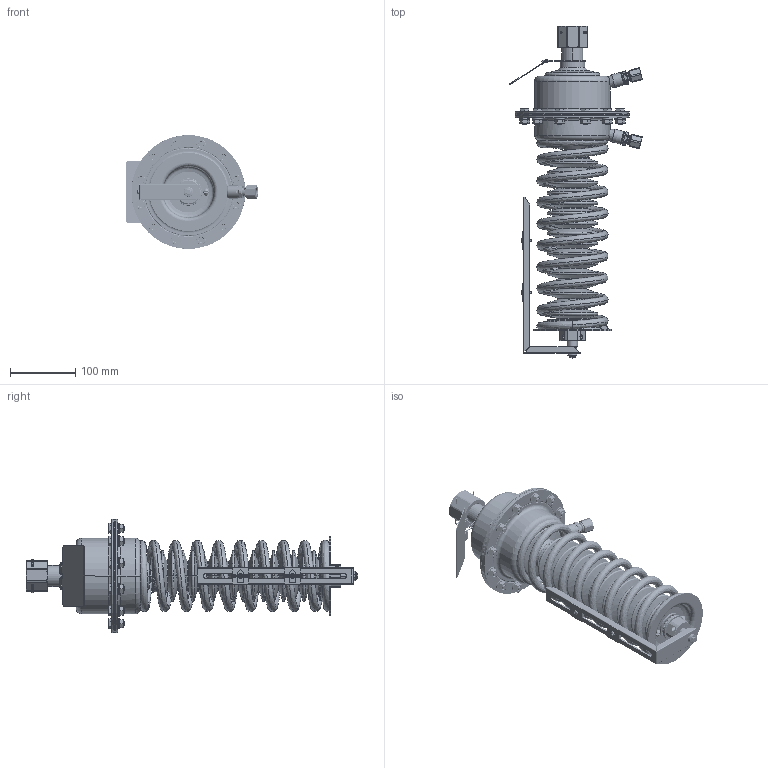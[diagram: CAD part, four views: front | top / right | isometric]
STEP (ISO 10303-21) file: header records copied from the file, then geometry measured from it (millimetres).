
FILE_DESCRIPTION((''),'2;1');
FILE_NAME('ASM0001_ASM','2021-07-19T12:59:02',('U240466'),('Danfoss'),'CREO PARAMETRIC BY PTC INC, 2020342','CREO PARAMETRIC BY PTC INC, 2020342','');
FILE_SCHEMA(('CONFIG_CONTROL_DESIGN'));
Products named in the file (71): 88670010_HOUSING80_PN16_MINUS_A; 88673400_TUBE_FI38X10X62_MINUS_; 88671650_PRESSURE_CONNECTOR_3MM; WELD_PRESS_CON_3MM_1; WELD_80_3MM_INST_AF0_1; WELD_80_3MM_2_INST_AF0_1; 88671410_COVER80_PN16_MINUS_ASM_ASM; 88670600_CONNECTING_NUT_G1_1_4_; 88670210_PLATE80_MINUS_1; 88671310_PLATE80_PLUS_1; 51817270_NUT_M12X1_ISO4035_1; 88671040_SETTING_SPINDLE_PA_1; 51817250_1; 5221571_1; 88673500_GASKET_PA_80CM2_PN16_1; 88673010_MEMBRANE_PA_80CM2_PN16; 5454070_1; 5454051_1; WALTER_CONNECTION_1; WALTER_PROFILE_RING_1; WALTER_CONNECTION_NUT_1; 8863078_ASM_1_ASM; 88670000_HOUSING80_PN16_PLUS_AF; WELD_80_3MM_INST_AF1_1; WELD_80_3MM_2_INST_AF1_1; 88671400_COVER80_PN16_PLUS_ASM__ASM; 88630320_D1_2_DA_00_1; 88630630_TUBE_CONN_D1_2_DA_00_A_ASM; 3220149_1; 88670300_SPRING_HOLDER_PA_1; 5521168_1_1; 5521168_1_2; 5521168_1_3; 5521168_1_4; 5521168_1_5; 5521168_1_6; 5521168_1_7; 5521168_1_8; 5521168_1_9; 5521168_1_10 ...
Assembly tree (114 placements, depth 5):
  ASM0001_ASM
    003G5604_AFP2_PN16_80CM2_ASM_1_ASM
      88671410_COVER80_PN16_MINUS_ASM_ASM
        88670010_HOUSING80_PN16_MINUS_A
        88673400_TUBE_FI38X10X62_MINUS_
        88671650_PRESSURE_CONNECTOR_3MM
        WELD_PRESS_CON_3MM_1
        WELD_80_3MM_INST_AF0_1
        WELD_80_3MM_2_INST_AF0_1
      88670600_CONNECTING_NUT_G1_1_4_
      88670210_PLATE80_MINUS_1
      88671310_PLATE80_PLUS_1
      51817270_NUT_M12X1_ISO4035_1
      88671040_SETTING_SPINDLE_PA_1
      51817250_1
      5221571_1
      88673500_GASKET_PA_80CM2_PN16_1  x2
      88673010_MEMBRANE_PA_80CM2_PN16
      5454070_1  x2
      5454051_1  x2
      8863078_ASM_1_ASM
        WALTER_CONNECTION_1
        WALTER_PROFILE_RING_1
        WALTER_CONNECTION_NUT_1
      88671400_COVER80_PN16_PLUS_ASM__ASM
        88670000_HOUSING80_PN16_PLUS_AF
        88671650_PRESSURE_CONNECTOR_3MM
        WELD_80_3MM_INST_AF1_1
        WELD_80_3MM_2_INST_AF1_1
        WELD_PRESS_CON_3MM_1
      88630630_TUBE_CONN_D1_2_DA_00_A_ASM
        8863078_ASM_1_ASM
          WALTER_CONNECTION_1
          WALTER_PROFILE_RING_1
          WALTER_CONNECTION_NUT_1
        88630320_D1_2_DA_00_1
      3220149_1
      88670300_SPRING_HOLDER_PA_1
      5521168_1_ASM
        5521168_1_1
        5521168_1_2
        5521168_1_3
        5521168_1_4
        5521168_1_5
        5521168_1_6
        5521168_1_7
        5521168_1_8
        5521168_1_9
        5521168_1_10
        5521168_1_11
        5521168_1_12
        5521168_1_13
        5521168_1_14
        5521168_1_15
        5521168_1_16
        5521168_1_17
        5521168_1_18
      88673110_SPRING_COMPRESSION_RED
      5212006_1
      55511011_1
Bounding box: 203.98 x 510.2 x 175 mm (x, y, z)
Volume: 1151684.6 mm3; surface area: 875151.5 mm2
Topology: 110 solids, 110 shells, 2834 faces, 6945 edges, 4283 vertices
Faces by surface type: cone 792, cylinder 769, plane 741, torus 396, sphere 76, bspline 60
Entity records: 89321 total; most frequent: CARTESIAN_POINT 44114, DIRECTION 10280, ORIENTED_EDGE 8798, AXIS2_PLACEMENT_3D 4511, EDGE_CURVE 4399, VERTEX_POINT 2796, CIRCLE 2519, EDGE_LOOP 1963
